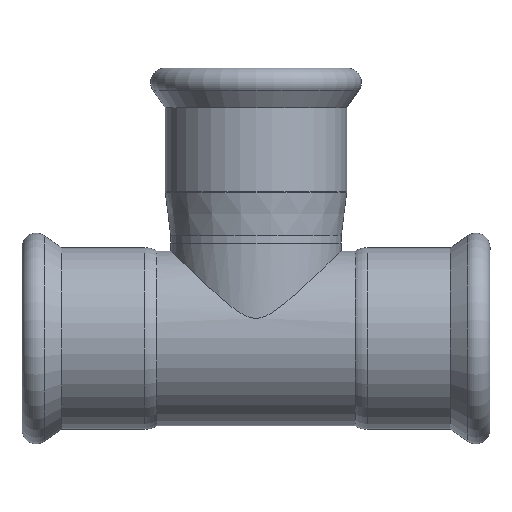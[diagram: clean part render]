
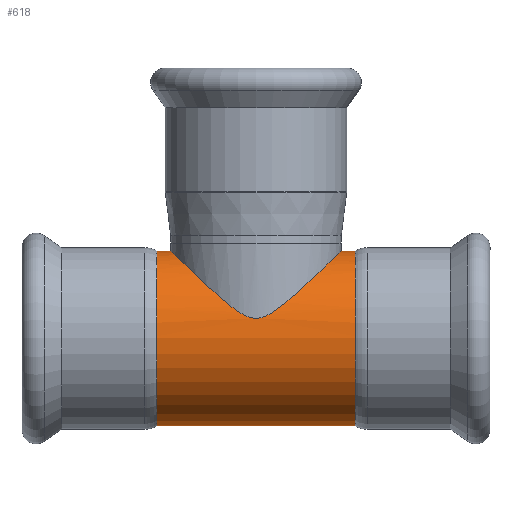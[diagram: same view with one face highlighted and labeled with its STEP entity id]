
A CAD part, front view. The second image highlights one B-rep face of the part: STEP entity #618.
In plain terms, the highlighted cylindrical face has radius 18.5 mm (diameter 37 mm), a full revolution.
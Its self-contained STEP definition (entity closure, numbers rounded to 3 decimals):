
#106=FACE_BOUND($,#206,.T.);
#107=FACE_BOUND($,#207,.T.);
#108=FACE_BOUND($,#208,.T.);
#155=B_SPLINE_CURVE_WITH_KNOTS($,3,(#1090,#1091,#1092,#1093,#1094,#1095,
#1096,#1097,#1098,#1099,#1100,#1101,#1102,#1103,#1104,#1105,#1106,#1107,
#1108,#1109,#1110,#1111,#1112,#1113,#1114,#1115,#1116,#1117,#1118,#1119,
#1120,#1121,#1122,#1123,#1124,#1125,#1126,#1127,#1128,#1129,#1130,#1131,
#1132,#1133,#1134,#1135,#1136,#1137,#1138,#1139,#1140,#1141,#1142,#1143,
#1144,#1145,#1146,#1147,#1148,#1149,#1150,#1151,#1152,#1153,#1154,#1155,
#1156,#1157,#1158,#1159,#1160,#1161,#1162,#1163),.UNSPECIFIED.,.T.,.F.,
(4,2,2,2,2,2,2,2,2,2,2,2,2,2,2,2,2,2,2,2,2,2,2,2,2,2,2,2,2,2,2,2,2,2,2,
2,4),(0.,0.22,0.44,0.88,1.321,
1.761,2.131,2.501,2.871,3.241,
3.611,3.981,4.351,4.721,5.161,
5.601,6.041,6.261,6.481,6.702,
6.922,7.362,7.802,8.242,8.612,
8.982,9.352,9.722,10.092,10.462,
10.832,11.202,11.642,12.082,12.523,
12.743,12.963),.UNSPECIFIED.);
#206=EDGE_LOOP($,(#472));
#207=EDGE_LOOP($,(#473));
#208=EDGE_LOOP($,(#474));
#300=CIRCLE($,#678,18.5);
#301=CIRCLE($,#679,18.5);
#349=VERTEX_POINT($,#1089);
#350=VERTEX_POINT($,#1164);
#351=VERTEX_POINT($,#1166);
#406=EDGE_CURVE($,#349,#349,#155,.T.);
#407=EDGE_CURVE($,#350,#350,#300,.T.);
#408=EDGE_CURVE($,#351,#351,#301,.T.);
#472=ORIENTED_EDGE($,*,*,#406,.T.);
#473=ORIENTED_EDGE($,*,*,#407,.F.);
#474=ORIENTED_EDGE($,*,*,#408,.T.);
#603=CYLINDRICAL_SURFACE($,#677,18.5);
#618=ADVANCED_FACE($,(#106,#107,#108),#603,.T.);
#677=AXIS2_PLACEMENT_3D($,#1088,#787,#788);
#678=AXIS2_PLACEMENT_3D($,#1165,#789,#790);
#679=AXIS2_PLACEMENT_3D($,#1167,#791,#792);
#787=DIRECTION('center_axis',(1.,0.,0.));
#788=DIRECTION('ref_axis',(0.,1.,0.));
#789=DIRECTION('center_axis',(1.,0.,0.));
#790=DIRECTION('ref_axis',(0.,1.,0.));
#791=DIRECTION('center_axis',(1.,0.,0.));
#792=DIRECTION('ref_axis',(0.,1.,0.));
#1088=CARTESIAN_POINT('Origin',(0.,0.,0.));
#1089=CARTESIAN_POINT('',(0.,18.,4.272));
#1090=CARTESIAN_POINT('Ctrl Pts',(0.,18.,4.272));
#1091=CARTESIAN_POINT('Ctrl Pts',(0.734,18.,4.272));
#1092=CARTESIAN_POINT('Ctrl Pts',(1.363,17.958,4.452));
#1093=CARTESIAN_POINT('Ctrl Pts',(2.548,17.829,4.945));
#1094=CARTESIAN_POINT('Ctrl Pts',(3.101,17.74,5.263));
#1095=CARTESIAN_POINT('Ctrl Pts',(4.74,17.401,6.326));
#1096=CARTESIAN_POINT('Ctrl Pts',(5.79,17.081,7.174));
#1097=CARTESIAN_POINT('Ctrl Pts',(7.898,16.215,8.962));
#1098=CARTESIAN_POINT('Ctrl Pts',(8.937,15.67,9.898));
#1099=CARTESIAN_POINT('Ctrl Pts',(10.921,14.358,11.72));
#1100=CARTESIAN_POINT('Ctrl Pts',(11.866,13.59,12.609));
#1101=CARTESIAN_POINT('Ctrl Pts',(13.452,12.004,14.112));
#1102=CARTESIAN_POINT('Ctrl Pts',(14.16,11.17,14.79));
#1103=CARTESIAN_POINT('Ctrl Pts',(15.449,9.307,16.028));
#1104=CARTESIAN_POINT('Ctrl Pts',(16.029,8.277,16.588));
#1105=CARTESIAN_POINT('Ctrl Pts',(16.986,6.076,17.515));
#1106=CARTESIAN_POINT('Ctrl Pts',(17.364,4.9,17.882));
#1107=CARTESIAN_POINT('Ctrl Pts',(17.871,2.479,18.375));
#1108=CARTESIAN_POINT('Ctrl Pts',(18.,1.233,18.5));
#1109=CARTESIAN_POINT('Ctrl Pts',(18.,-1.233,18.5));
#1110=CARTESIAN_POINT('Ctrl Pts',(17.871,-2.479,18.375));
#1111=CARTESIAN_POINT('Ctrl Pts',(17.364,-4.9,17.882));
#1112=CARTESIAN_POINT('Ctrl Pts',(16.986,-6.076,17.515));
#1113=CARTESIAN_POINT('Ctrl Pts',(16.029,-8.277,16.588));
#1114=CARTESIAN_POINT('Ctrl Pts',(15.449,-9.307,16.028));
#1115=CARTESIAN_POINT('Ctrl Pts',(14.16,-11.17,14.79));
#1116=CARTESIAN_POINT('Ctrl Pts',(13.452,-12.004,14.112));
#1117=CARTESIAN_POINT('Ctrl Pts',(11.866,-13.59,12.609));
#1118=CARTESIAN_POINT('Ctrl Pts',(10.921,-14.358,11.72));
#1119=CARTESIAN_POINT('Ctrl Pts',(8.937,-15.67,9.898));
#1120=CARTESIAN_POINT('Ctrl Pts',(7.898,-16.215,8.962));
#1121=CARTESIAN_POINT('Ctrl Pts',(5.79,-17.081,7.174));
#1122=CARTESIAN_POINT('Ctrl Pts',(4.74,-17.401,6.326));
#1123=CARTESIAN_POINT('Ctrl Pts',(3.101,-17.74,5.263));
#1124=CARTESIAN_POINT('Ctrl Pts',(2.548,-17.829,4.945));
#1125=CARTESIAN_POINT('Ctrl Pts',(1.363,-17.958,4.452));
#1126=CARTESIAN_POINT('Ctrl Pts',(0.734,-18.,4.272));
#1127=CARTESIAN_POINT('Ctrl Pts',(-0.734,-18.,4.272));
#1128=CARTESIAN_POINT('Ctrl Pts',(-1.363,-17.958,4.452));
#1129=CARTESIAN_POINT('Ctrl Pts',(-2.548,-17.829,4.945));
#1130=CARTESIAN_POINT('Ctrl Pts',(-3.101,-17.74,5.263));
#1131=CARTESIAN_POINT('Ctrl Pts',(-4.74,-17.401,6.326));
#1132=CARTESIAN_POINT('Ctrl Pts',(-5.79,-17.081,7.174));
#1133=CARTESIAN_POINT('Ctrl Pts',(-7.898,-16.215,8.962));
#1134=CARTESIAN_POINT('Ctrl Pts',(-8.937,-15.67,9.898));
#1135=CARTESIAN_POINT('Ctrl Pts',(-10.921,-14.358,11.72));
#1136=CARTESIAN_POINT('Ctrl Pts',(-11.866,-13.59,12.609));
#1137=CARTESIAN_POINT('Ctrl Pts',(-13.452,-12.004,14.112));
#1138=CARTESIAN_POINT('Ctrl Pts',(-14.16,-11.17,14.79));
#1139=CARTESIAN_POINT('Ctrl Pts',(-15.449,-9.307,16.028));
#1140=CARTESIAN_POINT('Ctrl Pts',(-16.029,-8.277,16.588));
#1141=CARTESIAN_POINT('Ctrl Pts',(-16.986,-6.076,17.515));
#1142=CARTESIAN_POINT('Ctrl Pts',(-17.364,-4.9,17.882));
#1143=CARTESIAN_POINT('Ctrl Pts',(-17.871,-2.479,18.375));
#1144=CARTESIAN_POINT('Ctrl Pts',(-18.,-1.233,18.5));
#1145=CARTESIAN_POINT('Ctrl Pts',(-18.,1.233,18.5));
#1146=CARTESIAN_POINT('Ctrl Pts',(-17.871,2.479,18.375));
#1147=CARTESIAN_POINT('Ctrl Pts',(-17.364,4.9,17.882));
#1148=CARTESIAN_POINT('Ctrl Pts',(-16.986,6.076,17.515));
#1149=CARTESIAN_POINT('Ctrl Pts',(-16.029,8.277,16.588));
#1150=CARTESIAN_POINT('Ctrl Pts',(-15.449,9.307,16.028));
#1151=CARTESIAN_POINT('Ctrl Pts',(-14.16,11.17,14.79));
#1152=CARTESIAN_POINT('Ctrl Pts',(-13.452,12.004,14.112));
#1153=CARTESIAN_POINT('Ctrl Pts',(-11.866,13.59,12.609));
#1154=CARTESIAN_POINT('Ctrl Pts',(-10.921,14.358,11.72));
#1155=CARTESIAN_POINT('Ctrl Pts',(-8.937,15.67,9.898));
#1156=CARTESIAN_POINT('Ctrl Pts',(-7.898,16.215,8.962));
#1157=CARTESIAN_POINT('Ctrl Pts',(-5.79,17.081,7.174));
#1158=CARTESIAN_POINT('Ctrl Pts',(-4.74,17.401,6.326));
#1159=CARTESIAN_POINT('Ctrl Pts',(-3.101,17.74,5.263));
#1160=CARTESIAN_POINT('Ctrl Pts',(-2.548,17.829,4.945));
#1161=CARTESIAN_POINT('Ctrl Pts',(-1.363,17.958,4.452));
#1162=CARTESIAN_POINT('Ctrl Pts',(-0.734,18.,4.272));
#1163=CARTESIAN_POINT('Ctrl Pts',(0.,18.,4.272));
#1164=CARTESIAN_POINT('',(23.5,18.5,0.));
#1165=CARTESIAN_POINT('Origin',(23.5,0.,0.));
#1166=CARTESIAN_POINT('',(-23.5,18.5,0.));
#1167=CARTESIAN_POINT('Origin',(-23.5,0.,0.));
